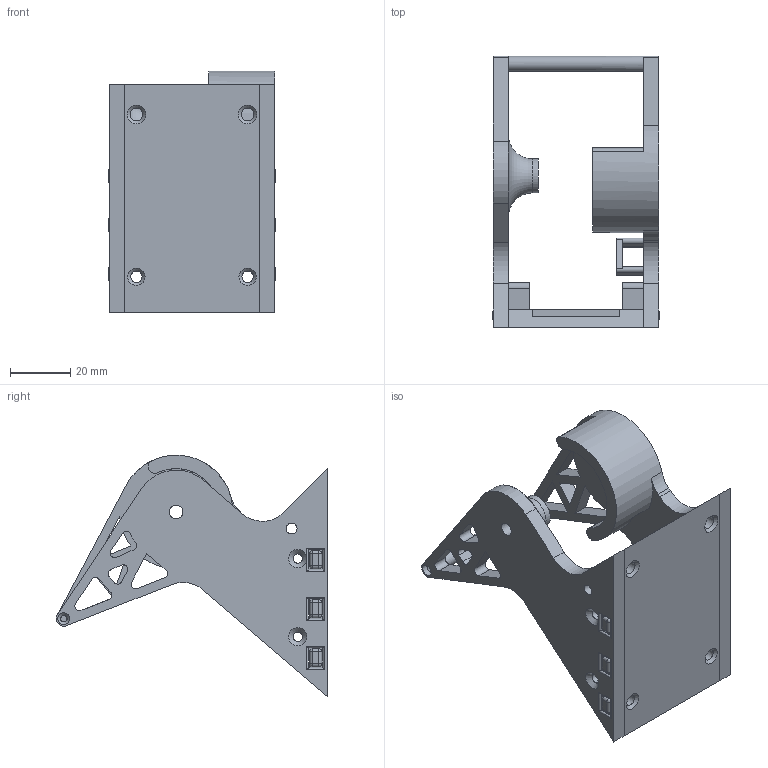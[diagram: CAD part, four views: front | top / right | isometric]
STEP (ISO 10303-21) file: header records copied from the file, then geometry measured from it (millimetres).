
FILE_DESCRIPTION(/* description */ (''),/* implementation_level */ '2;1');
FILE_NAME(/* name */ 'VertWeaponMount.iam.step',/* time_stamp */ '2024-02-27T11:33:36-06:00',/* author */ ('smz3rm'),/* organization */ (''),/* preprocessor_version */ 'ST-DEVELOPER v18',/* originating_system */ 'Autodesk Inventor 2020',/* authorisation */ '');
FILE_SCHEMA (('AUTOMOTIVE_DESIGN { 1 0 10303 214 3 1 1 }'));
Length unit declared in the file: millimetre
Products named in the file (4): VertWeaponMount; WeaponMountBaseV1; WeaponMountLeftPlateV1; WeaponMountRightPlateV1
Assembly tree (3 placements, depth 2):
  VertWeaponMount
    WeaponMountBaseV1
    WeaponMountLeftPlateV1
    WeaponMountRightPlateV1
Bounding box: 55.3 x 90.36 x 80.42 mm (x, y, z)
Volume: 54103.9 mm3; surface area: 31805.3 mm2
Topology: 3 solids, 3 shells, 332 faces, 866 edges, 544 vertices
Faces by surface type: cylinder 166, plane 129, sphere 24, cone 10, torus 3
Full cylindrical faces by diameter (mm): 2.1 x1, 2.2 x1, 3.1 x8, 3.6 x2, 3.75 x2, 4 x1, 4.2 x4, 4.25 x2, 4.5 x2, 5 x1, 7.3 x1, 8.5 x1, 11.3 x1
Entity records: 10655 total; most frequent: DIRECTION 1881, CARTESIAN_POINT 1827, ORIENTED_EDGE 1732, EDGE_CURVE 866, AXIS2_PLACEMENT_3D 682, VERTEX_POINT 544, LINE 517, VECTOR 517
